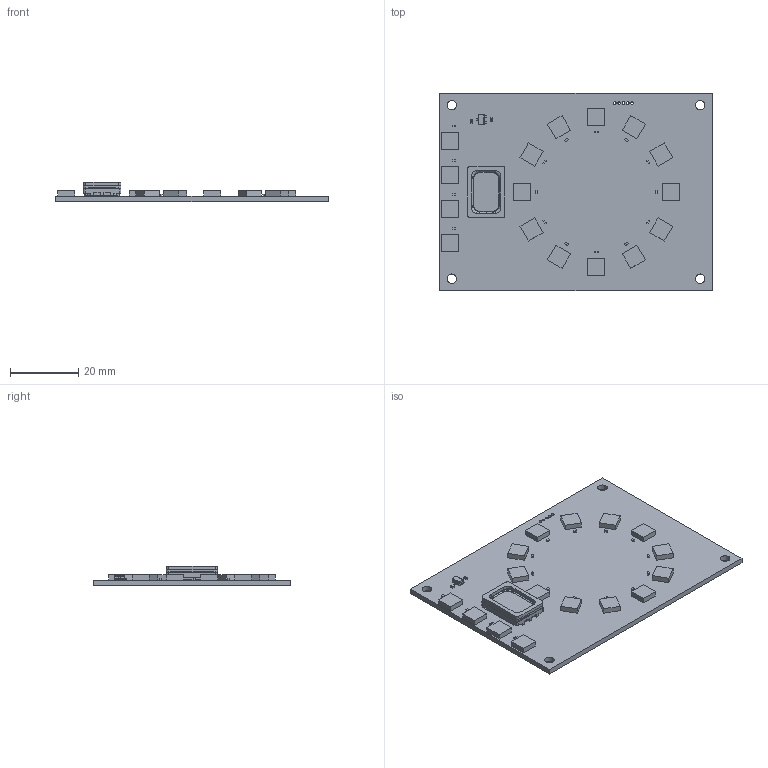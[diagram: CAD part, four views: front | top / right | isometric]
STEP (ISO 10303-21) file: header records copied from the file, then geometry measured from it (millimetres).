
FILE_DESCRIPTION(('Open CASCADE Model'),'2;1');
FILE_NAME('Open CASCADE Shape Model','2019-02-12T16:18:14',('Author'),( 'Open CASCADE'),'Open CASCADE STEP processor 6.8','Open CASCADE 6.8' ,'Unknown');
FILE_SCHEMA(('AUTOMOTIVE_DESIGN { 1 0 10303 214 1 1 1 1 }'));
Length unit declared in the file: millimetre
Products named in the file (57): PCB; Board_LEDs; Open CASCADE STEP translator 6.8 1.1.1; LS2_LEDs; AS01508AO-SC-R; R2_LEDs; R_0402; R1_LEDs; Q1_LEDs; SOT95P255X140-3N; LED16_LEDs; 6300770016; Extruded; LED15_LEDs; 6300767936; LED14_LEDs; 6300767056; LED13_LEDs; LED12_LEDs; LED11_LEDs; LED10_LEDs; LED9_LEDs; 6300765456; LED8_LEDs; 6300764256; LED7_LEDs; LED6_LEDs; LED5_LEDs; 6300766096; LED4_LEDs; 6300768656; LED3_LEDs; LED2_LEDs; LED1_LEDs; C16_LEDs; C_0402; C15_LEDs; C14_LEDs; C13_LEDs; C12_LEDs ...
Assembly tree (81 placements, depth 4):
  PCB
    Board_LEDs
      Open CASCADE STEP translator 6.8 1.1.1
    LS2_LEDs
      AS01508AO-SC-R
    R2_LEDs
      R_0402
    R1_LEDs
      R_0402
    Q1_LEDs
      SOT95P255X140-3N
    LED16_LEDs
      6300770016
        Extruded
    LED15_LEDs
      6300767936
        Extruded
    LED14_LEDs
      6300767056
        Extruded
    LED13_LEDs
      6300770016
        Extruded
    LED12_LEDs
      6300767936
        Extruded
    LED11_LEDs
      6300767056
        Extruded
    LED10_LEDs
      6300770016
        Extruded
    LED9_LEDs
      6300765456
        Extruded
    LED8_LEDs
      6300764256
        Extruded
    LED7_LEDs
      6300770016
        Extruded
    LED6_LEDs
      6300767936
        Extruded
    LED5_LEDs
      6300766096
        Extruded
    LED4_LEDs
      6300768656
        Extruded
    LED3_LEDs
      6300770016
        Extruded
    LED2_LEDs
      6300770016
        Extruded
    LED1_LEDs
      6300770016
        Extruded
    C16_LEDs
Bounding box: 80 x 58 x 5.61 mm (x, y, z)
Volume: 8032.2 mm3; surface area: 12040.2 mm2
Topology: 45 solids, 50 shells, 1336 faces, 3303 edges, 1970 vertices
Faces by surface type: plane 702, cylinder 428, sphere 128, bspline 70, torus 8
Full cylindrical faces by diameter (mm): 0.8 x5, 2.8 x4
Entity records: 21336 total; most frequent: CARTESIAN_POINT 6296, ORIENTED_EDGE 2758, DIRECTION 2591, EDGE_CURVE 1402, LINE 991, VECTOR 991, VERTEX_POINT 908, AXIS2_PLACEMENT_3D 800
